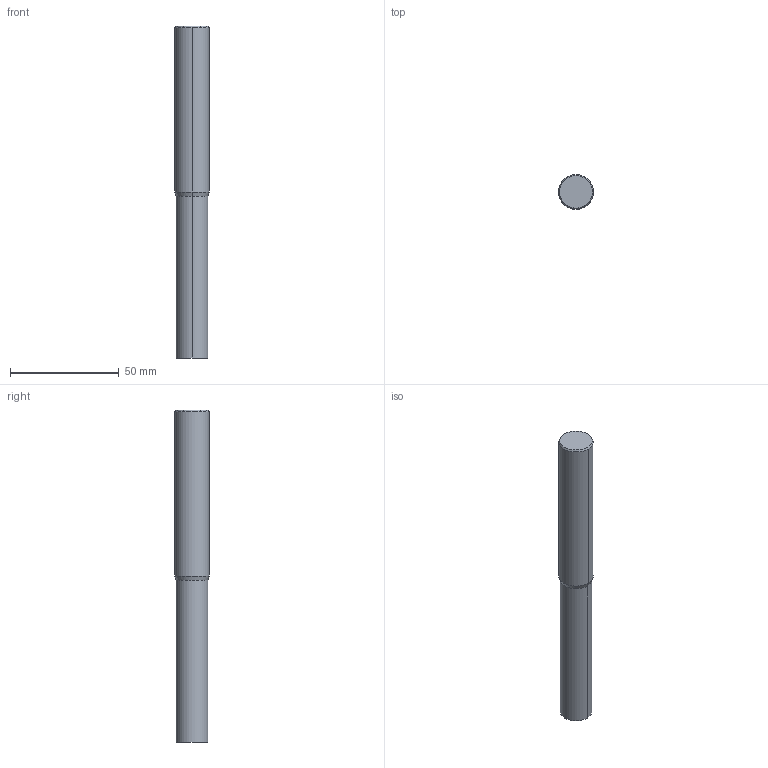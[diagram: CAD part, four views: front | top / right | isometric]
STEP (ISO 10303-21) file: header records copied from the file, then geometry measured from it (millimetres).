
FILE_DESCRIPTION(('no description'),'unknown implementation level');
FILE_NAME('solidBEyqvCjp_K0C6PJSwAM20fqNmks_1.STP',' ',('CIMSOURCE GmbH'),('CADClick - KiM GmbH - www.kimweb.de'),'unknown preprocess','ACIS','unknown authorization');
FILE_SCHEMA(('automotive_design'));
Length unit declared in the file: millimetre
Products named in the file (1): 1
Bounding box: 15.88 x 15.88 x 152.4 mm (x, y, z)
Volume: 26530.9 mm3; surface area: 8162.1 mm2
Topology: 1 solids, 1 shells, 25 faces, 50 edges, 27 vertices
Faces by surface type: cone 12, cylinder 10, plane 3
Entity records: 1241 total; most frequent: DIRECTION 132, CARTESIAN_POINT 104, STYLED_ITEM 101, PRESENTATION_STYLE_ASSIGNMENT 101, COLOUR_RGB 101, ORIENTED_EDGE 96, AXIS2_PLACEMENT_3D 55, EDGE_CURVE 48
